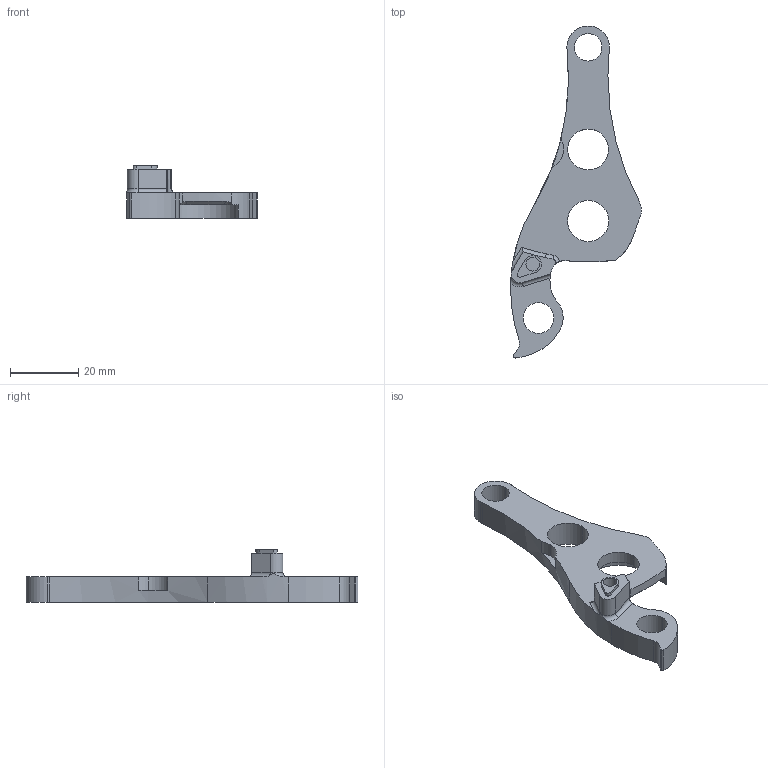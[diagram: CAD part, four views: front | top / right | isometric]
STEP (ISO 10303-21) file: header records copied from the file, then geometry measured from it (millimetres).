
FILE_DESCRIPTION (( 'STEP AP214' ), '1' );
FILE_NAME ('DR4071.STEP', '2015-06-29T21:28:18', ( 'Accounting' ), ( 'Microsoft' ), 'SwSTEP 2.0', 'SolidWorks 2015', '' );
FILE_SCHEMA (( 'AUTOMOTIVE_DESIGN' ));
Length unit declared in the file: millimetre
Products named in the file (1): DR4071
Bounding box: 38.42 x 97.45 x 15.5 mm (x, y, z)
Volume: 9492.4 mm3; surface area: 5891.4 mm2
Topology: 1 solids, 1 shells, 69 faces, 189 edges, 124 vertices
Faces by surface type: cylinder 46, plane 15, torus 5, bspline 3
Entity records: 2396 total; most frequent: CARTESIAN_POINT 519, DIRECTION 420, ORIENTED_EDGE 378, EDGE_CURVE 189, AXIS2_PLACEMENT_3D 174, VERTEX_POINT 124, CIRCLE 107, EDGE_LOOP 79
